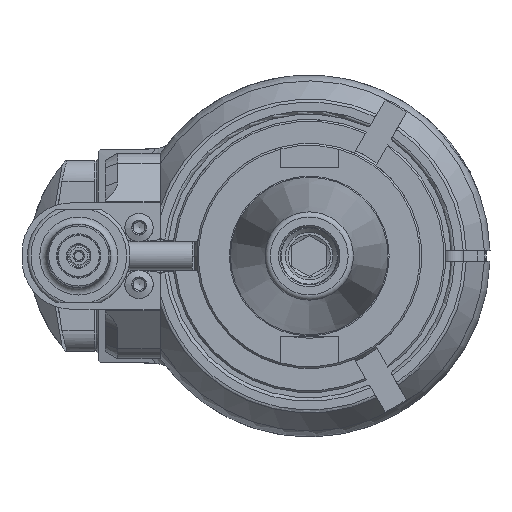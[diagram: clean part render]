
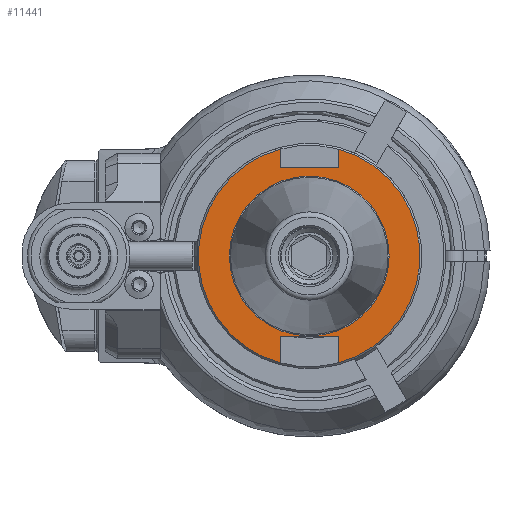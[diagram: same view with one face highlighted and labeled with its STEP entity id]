
A CAD part, left-side view. The second image highlights one B-rep face of the part: STEP entity #11441.
In plain terms, the highlighted planar face has unit normal (-1, 0, 0).
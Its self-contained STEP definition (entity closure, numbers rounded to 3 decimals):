
#588=FACE_BOUND('',#1990,.T.);
#787=PLANE('',#12462);
#1234=FACE_OUTER_BOUND('',#1989,.T.);
#1989=EDGE_LOOP('',(#8851,#8852,#8853,#8854,#8855,#8856,#8857,#8858));
#1990=EDGE_LOOP('',(#8859));
#2818=LINE('',#18954,#3582);
#2823=LINE('',#18986,#3587);
#2830=LINE('',#19050,#3594);
#2833=LINE('',#19085,#3597);
#2834=LINE('',#19089,#3598);
#2835=LINE('',#19090,#3599);
#3582=VECTOR('',#14619,16.383);
#3587=VECTOR('',#14626,7.551);
#3594=VECTOR('',#14645,5.138);
#3597=VECTOR('',#14666,7.551);
#3598=VECTOR('',#14669,5.138);
#3599=VECTOR('',#14670,16.383);
#4315=CIRCLE('',#12461,31.25);
#4316=CIRCLE('',#12463,31.25);
#4317=CIRCLE('',#12464,22.525);
#5168=VERTEX_POINT('',#18951);
#5169=VERTEX_POINT('',#18953);
#5175=VERTEX_POINT('',#18985);
#5185=VERTEX_POINT('',#19038);
#5186=VERTEX_POINT('',#19049);
#5189=VERTEX_POINT('',#19084);
#5190=VERTEX_POINT('',#19086);
#5191=VERTEX_POINT('',#19088);
#5192=VERTEX_POINT('',#19091);
#6499=EDGE_CURVE('',#5168,#5169,#2818,.T.);
#6506=EDGE_CURVE('',#5169,#5175,#2823,.T.);
#6520=EDGE_CURVE('',#5185,#5186,#2830,.T.);
#6528=EDGE_CURVE('',#5185,#5175,#4315,.T.);
#6529=EDGE_CURVE('',#5189,#5168,#2833,.T.);
#6530=EDGE_CURVE('',#5189,#5190,#4316,.T.);
#6531=EDGE_CURVE('',#5191,#5190,#2834,.T.);
#6532=EDGE_CURVE('',#5186,#5191,#2835,.T.);
#6533=EDGE_CURVE('',#5192,#5192,#4317,.T.);
#8851=ORIENTED_EDGE('',*,*,#6528,.T.);
#8852=ORIENTED_EDGE('',*,*,#6506,.F.);
#8853=ORIENTED_EDGE('',*,*,#6499,.F.);
#8854=ORIENTED_EDGE('',*,*,#6529,.F.);
#8855=ORIENTED_EDGE('',*,*,#6530,.T.);
#8856=ORIENTED_EDGE('',*,*,#6531,.F.);
#8857=ORIENTED_EDGE('',*,*,#6532,.F.);
#8858=ORIENTED_EDGE('',*,*,#6520,.F.);
#8859=ORIENTED_EDGE('',*,*,#6533,.T.);
#11441=ADVANCED_FACE('',(#1234,#588),#787,.T.);
#12461=AXIS2_PLACEMENT_3D('',#19082,#14662,#14663);
#12462=AXIS2_PLACEMENT_3D('',#19083,#14664,#14665);
#12463=AXIS2_PLACEMENT_3D('',#19087,#14667,#14668);
#12464=AXIS2_PLACEMENT_3D('',#19092,#14671,#14672);
#14619=DIRECTION('',(0.,1.,0.));
#14626=DIRECTION('',(0.,0.,-1.));
#14645=DIRECTION('',(0.,0.,-1.));
#14662=DIRECTION('center_axis',(-1.,0.,0.));
#14663=DIRECTION('ref_axis',(0.,0.262,0.965));
#14664=DIRECTION('center_axis',(-1.,0.,0.));
#14665=DIRECTION('ref_axis',(0.,0.,-1.));
#14666=DIRECTION('',(0.,0.,1.));
#14667=DIRECTION('center_axis',(-1.,0.,0.));
#14668=DIRECTION('ref_axis',(0.,-0.262,-0.965));
#14669=DIRECTION('',(0.,0.,1.));
#14670=DIRECTION('',(0.,-1.,0.));
#14671=DIRECTION('center_axis',(1.,0.,0.));
#14672=DIRECTION('ref_axis',(0.,0.,1.));
#18951=CARTESIAN_POINT('',(-196.825,-8.192,-22.606));
#18953=CARTESIAN_POINT('',(-196.825,8.192,-22.606));
#18954=CARTESIAN_POINT('',(-196.825,-8.192,-22.606));
#18985=CARTESIAN_POINT('',(-196.825,8.192,-30.157));
#18986=CARTESIAN_POINT('',(-196.825,8.192,-22.606));
#19038=CARTESIAN_POINT('',(-196.825,8.192,30.157));
#19049=CARTESIAN_POINT('',(-196.825,8.192,25.019));
#19050=CARTESIAN_POINT('',(-196.825,8.192,30.157));
#19082=CARTESIAN_POINT('Origin',(-196.825,0.,0.));
#19083=CARTESIAN_POINT('Origin',(-196.825,0.,-22.468));
#19084=CARTESIAN_POINT('',(-196.825,-8.192,-30.157));
#19085=CARTESIAN_POINT('',(-196.825,-8.192,-30.157));
#19086=CARTESIAN_POINT('',(-196.825,-8.192,30.157));
#19087=CARTESIAN_POINT('Origin',(-196.825,0.,0.));
#19088=CARTESIAN_POINT('',(-196.825,-8.192,25.019));
#19089=CARTESIAN_POINT('',(-196.825,-8.192,25.019));
#19090=CARTESIAN_POINT('',(-196.825,8.192,25.019));
#19091=CARTESIAN_POINT('',(-196.825,0.,-22.525));
#19092=CARTESIAN_POINT('Origin',(-196.825,0.,0.));
